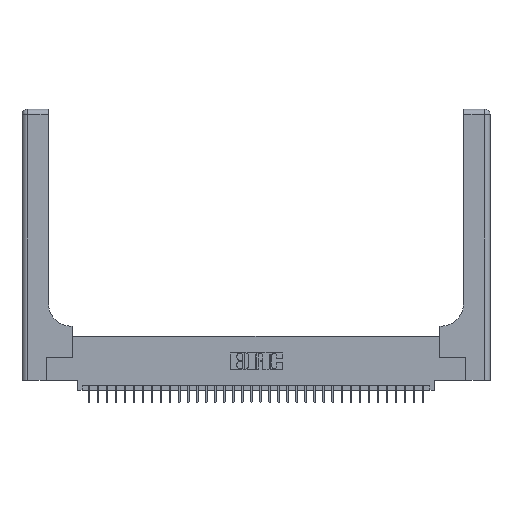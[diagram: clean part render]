
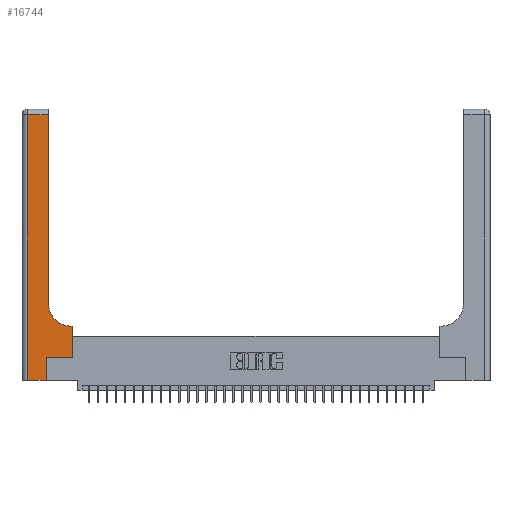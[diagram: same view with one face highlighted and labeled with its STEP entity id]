
A CAD part, top view. The second image highlights one B-rep face of the part: STEP entity #16744.
In plain terms, the highlighted planar face has unit normal (0, 0, 1).
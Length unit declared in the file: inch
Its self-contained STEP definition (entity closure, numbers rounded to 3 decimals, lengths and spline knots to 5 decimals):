
#164 = DIRECTION ( 'NONE',  ( -1., 0., 0. ) ) ;
#340 = DIRECTION ( 'NONE',  ( -1., 0., 0. ) ) ;
#423 = DIRECTION ( 'NONE',  ( 0., 0., -1. ) ) ;
#705 = DIRECTION ( 'NONE',  ( 1., 0., 0. ) ) ;
#1075 = LINE ( 'NONE', #28617, #13647 ) ;
#1519 = DIRECTION ( 'NONE',  ( 1., 0., 0. ) ) ;
#1632 = CARTESIAN_POINT ( 'NONE',  ( 0.5585, 0.25, 0.37 ) ) ;
#1721 = VERTEX_POINT ( 'NONE', #23701 ) ;
#1875 = DIRECTION ( 'NONE',  ( -1., 0., 0. ) ) ;
#1997 = LINE ( 'NONE', #3918, #18099 ) ;
#3802 = CARTESIAN_POINT ( 'NONE',  ( 0.06, 2.94, 0.37 ) ) ;
#3875 = CARTESIAN_POINT ( 'NONE',  ( 0.269, 0.25, 0.37 ) ) ;
#3918 = CARTESIAN_POINT ( 'NONE',  ( 0., 2.94, 0.37 ) ) ;
#4318 = VECTOR ( 'NONE', #4347, 39.37008 ) ;
#4346 = EDGE_CURVE ( 'NONE', #1721, #26219, #16911, .T. ) ;
#4347 = DIRECTION ( 'NONE',  ( 0., 1., 0. ) ) ;
#4551 = ORIENTED_EDGE ( 'NONE', *, *, #23175, .T. ) ;
#5396 = ORIENTED_EDGE ( 'NONE', *, *, #9480, .T. ) ;
#6396 = EDGE_CURVE ( 'NONE', #29740, #18705, #21936, .T. ) ;
#7262 = EDGE_CURVE ( 'NONE', #18705, #1721, #27303, .T. ) ;
#7407 = VECTOR ( 'NONE', #34618, 39.37008 ) ;
#7414 = VERTEX_POINT ( 'NONE', #3875 ) ;
#9296 = DIRECTION ( 'NONE',  ( 0., 1., 0. ) ) ;
#9480 = EDGE_CURVE ( 'NONE', #23631, #7414, #29096, .T. ) ;
#9559 = ORIENTED_EDGE ( 'NONE', *, *, #6396, .T. ) ;
#9613 = VECTOR ( 'NONE', #1519, 39.37008 ) ;
#9797 = CARTESIAN_POINT ( 'NONE',  ( 0.06, 0., 0.37 ) ) ;
#9862 = ORIENTED_EDGE ( 'NONE', *, *, #13277, .T. ) ;
#10920 = DIRECTION ( 'NONE',  ( 1., 0., 0. ) ) ;
#11382 = PLANE ( 'NONE',  #32364 ) ;
#11849 = ORIENTED_EDGE ( 'NONE', *, *, #33852, .T. ) ;
#12277 = ORIENTED_EDGE ( 'NONE', *, *, #15214, .T. ) ;
#13277 = EDGE_CURVE ( 'NONE', #7414, #35652, #18331, .T. ) ;
#13647 = VECTOR ( 'NONE', #705, 39.37008 ) ;
#15070 = CARTESIAN_POINT ( 'NONE',  ( 0.06, 3., 0.37 ) ) ;
#15206 = VECTOR ( 'NONE', #1875, 39.37008 ) ;
#15214 = EDGE_CURVE ( 'NONE', #15601, #20465, #17742, .T. ) ;
#15601 = VERTEX_POINT ( 'NONE', #3802 ) ;
#16744 = ADVANCED_FACE ( 'NONE', ( #24454 ), #11382, .F. ) ;
#16792 = VECTOR ( 'NONE', #9296, 39.37008 ) ;
#16911 = LINE ( 'NONE', #23060, #16792 ) ;
#17595 = CARTESIAN_POINT ( 'NONE',  ( 0.269, 0., 0.37 ) ) ;
#17742 = LINE ( 'NONE', #15070, #7407 ) ;
#17905 = LINE ( 'NONE', #1632, #4318 ) ;
#18099 = VECTOR ( 'NONE', #164, 39.37008 ) ;
#18331 = LINE ( 'NONE', #31747, #9613 ) ;
#18705 = VERTEX_POINT ( 'NONE', #30134 ) ;
#18845 = VECTOR ( 'NONE', #21266, 39.37008 ) ;
#18987 = CARTESIAN_POINT ( 'NONE',  ( 0.5585, 0.6, 0.37 ) ) ;
#20093 = CARTESIAN_POINT ( 'NONE',  ( 0.2915, 2.94, 0.37 ) ) ;
#20465 = VERTEX_POINT ( 'NONE', #9797 ) ;
#21266 = DIRECTION ( 'NONE',  ( 0., 1., 0. ) ) ;
#21936 = LINE ( 'NONE', #29557, #15206 ) ;
#22327 = CARTESIAN_POINT ( 'NONE',  ( 0.5415, 0.85, 0.37 ) ) ;
#22425 = DIRECTION ( 'NONE',  ( 0., 0., -1. ) ) ;
#23060 = CARTESIAN_POINT ( 'NONE',  ( 0.2915, 3., 0.37 ) ) ;
#23175 = EDGE_CURVE ( 'NONE', #26219, #15601, #1997, .T. ) ;
#23631 = VERTEX_POINT ( 'NONE', #17595 ) ;
#23701 = CARTESIAN_POINT ( 'NONE',  ( 0.2915, 0.85, 0.37 ) ) ;
#24454 = FACE_OUTER_BOUND ( 'NONE', #33693, .T. ) ;
#25028 = EDGE_CURVE ( 'NONE', #35652, #29740, #17905, .T. ) ;
#26219 = VERTEX_POINT ( 'NONE', #20093 ) ;
#26316 = ORIENTED_EDGE ( 'NONE', *, *, #4346, .T. ) ;
#26551 = CARTESIAN_POINT ( 'NONE',  ( 0.269, 0., 0.37 ) ) ;
#26735 = AXIS2_PLACEMENT_3D ( 'NONE', #22327, #423, #10920 ) ;
#27303 = CIRCLE ( 'NONE', #26735, 0.25 ) ;
#28617 = CARTESIAN_POINT ( 'NONE',  ( 0., 0., 0.37 ) ) ;
#29096 = LINE ( 'NONE', #26551, #18845 ) ;
#29557 = CARTESIAN_POINT ( 'NONE',  ( 0.2915, 0.6, 0.37 ) ) ;
#29740 = VERTEX_POINT ( 'NONE', #18987 ) ;
#30118 = ORIENTED_EDGE ( 'NONE', *, *, #7262, .T. ) ;
#30134 = CARTESIAN_POINT ( 'NONE',  ( 0.5415, 0.6, 0.37 ) ) ;
#30388 = CARTESIAN_POINT ( 'NONE',  ( 0., 3., 0.37 ) ) ;
#31747 = CARTESIAN_POINT ( 'NONE',  ( 0.269, 0.25, 0.37 ) ) ;
#32146 = ORIENTED_EDGE ( 'NONE', *, *, #25028, .T. ) ;
#32364 = AXIS2_PLACEMENT_3D ( 'NONE', #30388, #22425, #340 ) ;
#33693 = EDGE_LOOP ( 'NONE', ( #26316, #4551, #12277, #11849, #5396, #9862, #32146, #9559, #30118 ) ) ;
#33852 = EDGE_CURVE ( 'NONE', #20465, #23631, #1075, .T. ) ;
#34618 = DIRECTION ( 'NONE',  ( 0., -1., 0. ) ) ;
#35470 = CARTESIAN_POINT ( 'NONE',  ( 0.5585, 0.25, 0.37 ) ) ;
#35652 = VERTEX_POINT ( 'NONE', #35470 ) ;
